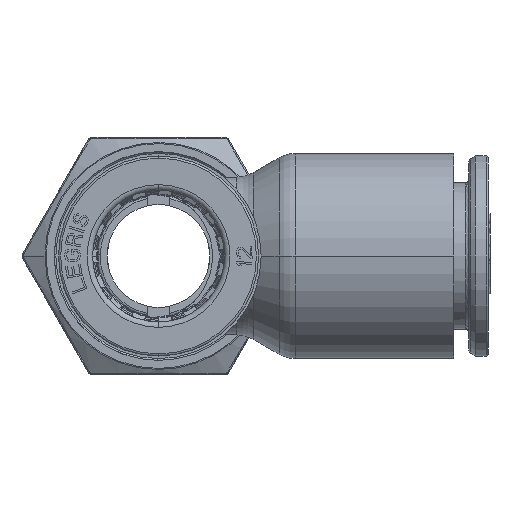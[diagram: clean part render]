
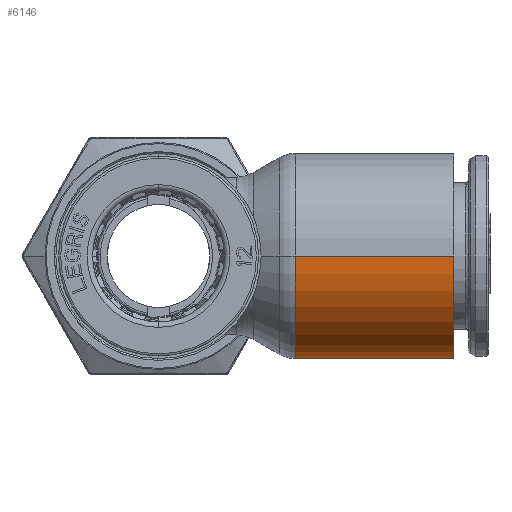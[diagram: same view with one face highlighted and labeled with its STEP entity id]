
A CAD part, left-side view. The second image highlights one B-rep face of the part: STEP entity #6146.
In plain terms, the highlighted cylindrical face has radius 9.49 mm (diameter 18.98 mm), a partial arc.
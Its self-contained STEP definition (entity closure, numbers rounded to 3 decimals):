
#6146=ADVANCED_FACE('',(#12322),#12323,.T.);
#12322=FACE_OUTER_BOUND('',#29595,.T.);
#12323=CYLINDRICAL_SURFACE('',#29596,9.49);
#29595=EDGE_LOOP('',(#47063,#47064,#47065,#47066));
#29596=AXIS2_PLACEMENT_3D('',#47067,#47068,#47069);
#47063=ORIENTED_EDGE('',*,*,#49534,.F.);
#47064=ORIENTED_EDGE('',*,*,#48716,.F.);
#47065=ORIENTED_EDGE('',*,*,#49536,.F.);
#47066=ORIENTED_EDGE('',*,*,#49726,.T.);
#47067=CARTESIAN_POINT('',(0.0,1.365,0.0));
#47068=DIRECTION('',(0.0,1.0,-0.0));
#47069=DIRECTION('',(-1.0,0.0,0.0));
#48716=EDGE_CURVE('',#56849,#56845,#56851,.T.);
#49534=EDGE_CURVE('',#56845,#58195,#58196,.T.);
#49536=EDGE_CURVE('',#58197,#56849,#58199,.T.);
#49726=EDGE_CURVE('',#58197,#58195,#58520,.T.);
#56845=VERTEX_POINT('',#69742);
#56849=VERTEX_POINT('',#69746);
#56851=CIRCLE('',#69748,9.49);
#58195=VERTEX_POINT('',#73036);
#58196=LINE('',#73037,#73038);
#58197=VERTEX_POINT('',#73039);
#58199=LINE('',#73041,#73042);
#58520=CIRCLE('',#73677,9.49);
#69742=CARTESIAN_POINT('',(-9.49,-12.654,0.0));
#69746=CARTESIAN_POINT('',(9.49,-12.654,0.));
#69748=AXIS2_PLACEMENT_3D('',#89095,#89096,#89097);
#73036=CARTESIAN_POINT('',(-9.49,-27.3,0.0));
#73037=CARTESIAN_POINT('',(-9.49,-19.977,0.));
#73038=VECTOR('',#90138,1.0);
#73039=CARTESIAN_POINT('',(9.49,-27.3,0.));
#73041=CARTESIAN_POINT('',(9.49,-19.977,0.));
#73042=VECTOR('',#90142,1.0);
#73677=AXIS2_PLACEMENT_3D('',#90376,#90377,#90378);
#89095=CARTESIAN_POINT('',(0.0,-12.654,0.0));
#89096=DIRECTION('',(-0.0,1.0,0.0));
#89097=DIRECTION('',(1.0,0.0,0.0));
#90138=DIRECTION('',(-0.0,-1.0,-0.0));
#90142=DIRECTION('',(0.0,1.0,-0.0));
#90376=CARTESIAN_POINT('',(0.0,-27.3,0.0));
#90377=DIRECTION('',(-0.0,1.0,0.0));
#90378=DIRECTION('',(1.0,0.0,0.0));
